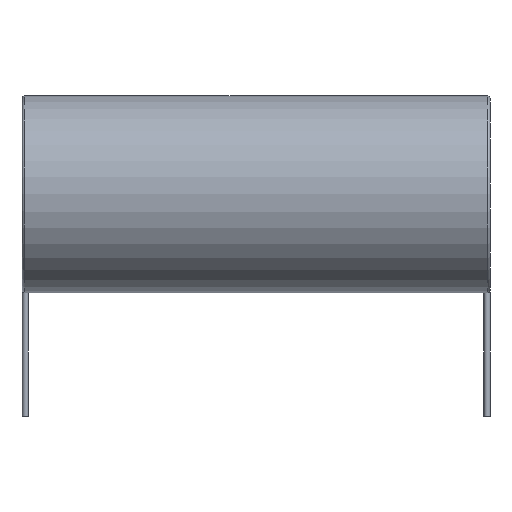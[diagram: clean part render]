
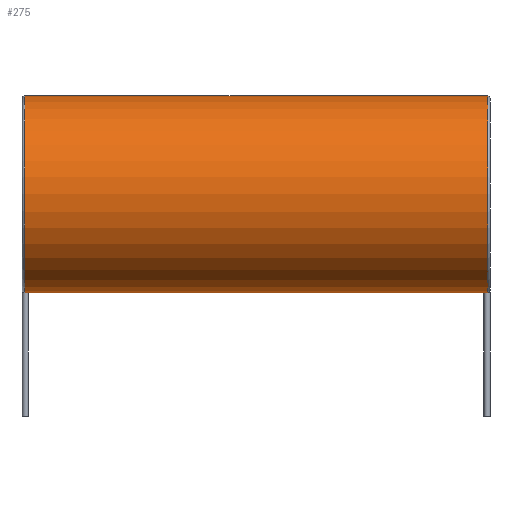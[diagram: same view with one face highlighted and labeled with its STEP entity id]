
A CAD part, front view. The second image highlights one B-rep face of the part: STEP entity #275.
In plain terms, the highlighted cylindrical face has radius 8 mm (diameter 16 mm), a partial arc.
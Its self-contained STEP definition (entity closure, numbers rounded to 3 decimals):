
#18 = CARTESIAN_POINT ( 'NONE',  ( 37.8, 0., 8. ) ) ;
#52 = EDGE_CURVE ( 'NONE', #286, #370, #108, .T. ) ;
#58 = CARTESIAN_POINT ( 'NONE',  ( 37.8, 0., 0. ) ) ;
#65 = EDGE_CURVE ( 'NONE', #286, #571, #92, .T. ) ;
#70 = EDGE_CURVE ( 'NONE', #571, #237, #82, .T. ) ;
#71 = VECTOR ( 'NONE', #340, 1000. ) ;
#72 = EDGE_CURVE ( 'NONE', #237, #370, #80, .T. ) ;
#80 = CIRCLE ( 'NONE', #566, 8. ) ;
#82 = LINE ( 'NONE', #388, #71 ) ;
#87 = CARTESIAN_POINT ( 'NONE',  ( 0.2, 0., 8. ) ) ;
#92 = CIRCLE ( 'NONE', #616, 8. ) ;
#102 = VECTOR ( 'NONE', #117, 1000. ) ;
#108 = LINE ( 'NONE', #233, #102 ) ;
#117 = DIRECTION ( 'NONE',  ( -1., 0., 0. ) ) ;
#126 = DIRECTION ( 'NONE',  ( 0., 0., -1. ) ) ;
#231 = AXIS2_PLACEMENT_3D ( 'NONE', #407, #453, #357 ) ;
#233 = CARTESIAN_POINT ( 'NONE',  ( 38., 0., -8. ) ) ;
#237 = VERTEX_POINT ( 'NONE', #87 ) ;
#246 = CARTESIAN_POINT ( 'NONE',  ( 0.2, 0., 0. ) ) ;
#253 = ORIENTED_EDGE ( 'NONE', *, *, #52, .F. ) ;
#275 = ADVANCED_FACE ( 'NONE', ( #294 ), #500, .T. ) ;
#280 = CARTESIAN_POINT ( 'NONE',  ( 0.2, 0., -8. ) ) ;
#286 = VERTEX_POINT ( 'NONE', #456 ) ;
#294 = FACE_OUTER_BOUND ( 'NONE', #341, .T. ) ;
#299 = DIRECTION ( 'NONE',  ( 0., 0., -1. ) ) ;
#340 = DIRECTION ( 'NONE',  ( -1., 0., 0. ) ) ;
#341 = EDGE_LOOP ( 'NONE', ( #253, #497, #558, #535 ) ) ;
#357 = DIRECTION ( 'NONE',  ( 0., 0., 1. ) ) ;
#370 = VERTEX_POINT ( 'NONE', #280 ) ;
#388 = CARTESIAN_POINT ( 'NONE',  ( 38., 0., 8. ) ) ;
#407 = CARTESIAN_POINT ( 'NONE',  ( 38., 0., 0. ) ) ;
#438 = DIRECTION ( 'NONE',  ( -1., 0., 0. ) ) ;
#453 = DIRECTION ( 'NONE',  ( -1., 0., 0. ) ) ;
#456 = CARTESIAN_POINT ( 'NONE',  ( 37.8, 0., -8. ) ) ;
#497 = ORIENTED_EDGE ( 'NONE', *, *, #65, .T. ) ;
#500 = CYLINDRICAL_SURFACE ( 'NONE', #231, 8. ) ;
#535 = ORIENTED_EDGE ( 'NONE', *, *, #72, .T. ) ;
#558 = ORIENTED_EDGE ( 'NONE', *, *, #70, .T. ) ;
#566 = AXIS2_PLACEMENT_3D ( 'NONE', #246, #589, #299 ) ;
#571 = VERTEX_POINT ( 'NONE', #18 ) ;
#589 = DIRECTION ( 'NONE',  ( 1., 0., 0. ) ) ;
#616 = AXIS2_PLACEMENT_3D ( 'NONE', #58, #438, #126 ) ;
